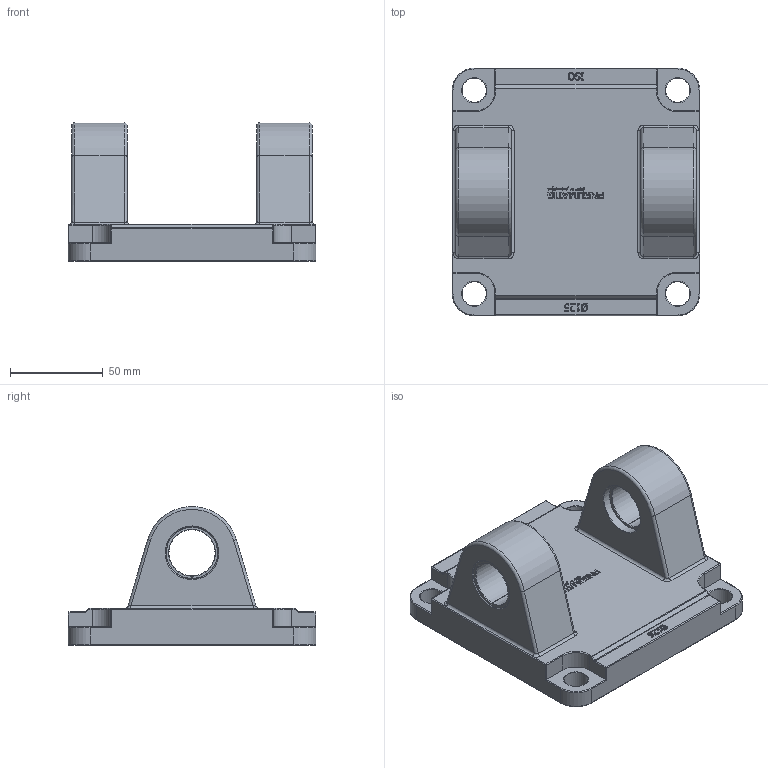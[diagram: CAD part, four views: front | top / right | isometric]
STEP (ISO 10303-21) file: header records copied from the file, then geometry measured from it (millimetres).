
FILE_DESCRIPTION(/* description */ (''),/* implementation_level */ '2;1');
FILE_NAME(/* name */ 'C-SF-125.stp',/* time_stamp */ '2015-11-17T08:58:00+01:00',/* author */ (''),/* organization */ (''),/* preprocessor_version */ 'ST-DEVELOPER v15.2',/* originating_system */ 'Autodesk Translator Framework v2.0.0.5431',/* authorisation */ '');
FILE_SCHEMA (('AUTOMOTIVE_DESIGN { 1 0 10303 214 3 1 1 }'));
Length unit declared in the file: centimetre
Products named in the file (1): (Unsaved)
Bounding box: 134 x 134 x 74.91 mm (x, y, z)
Volume: 411157.6 mm3; surface area: 71175.6 mm2
Topology: 1 solids, 1 shells, 1197 faces, 3262 edges, 2109 vertices
Faces by surface type: bspline 716, plane 293, cylinder 79, cone 77, torus 20, sphere 12
Full cylindrical faces by diameter (mm): 13 x4, 28 x2, 60 x1
Entity records: 43784 total; most frequent: CARTESIAN_POINT 18383, ORIENTED_EDGE 6500, EDGE_CURVE 3230, DIRECTION 3085, VERTEX_POINT 2101, LINE 1491, VECTOR 1491, B_SPLINE_CURVE_WITH_KNOTS 1424
